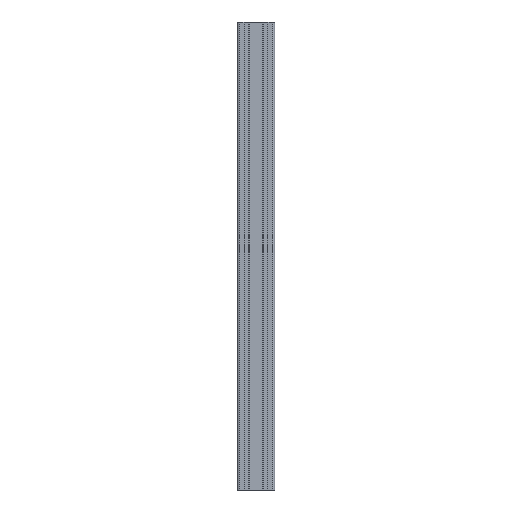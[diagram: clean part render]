
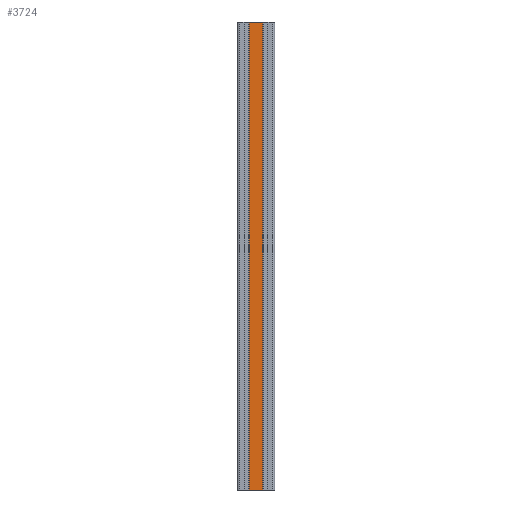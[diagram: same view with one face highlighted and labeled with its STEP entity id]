
A CAD part, left-side view. The second image highlights one B-rep face of the part: STEP entity #3724.
In plain terms, the highlighted planar face has unit normal (-1, 0, 0).
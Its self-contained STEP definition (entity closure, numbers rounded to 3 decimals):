
#834 = CARTESIAN_POINT ( 'NONE',  ( -20., -5.4, 1000. ) ) ;
#859 = EDGE_CURVE ( 'NONE', #7724, #5255, #8623, .T. ) ;
#885 = DIRECTION ( 'NONE',  ( 0., 0., -1. ) ) ;
#986 = EDGE_CURVE ( 'NONE', #7724, #6920, #6501, .T. ) ;
#1012 = CARTESIAN_POINT ( 'NONE',  ( -20., 0., 0. ) ) ;
#2020 = EDGE_CURVE ( 'NONE', #5255, #3529, #7796, .T. ) ;
#2620 = ORIENTED_EDGE ( 'NONE', *, *, #2020, .F. ) ;
#2699 = FACE_OUTER_BOUND ( 'NONE', #6644, .T. ) ;
#2740 = DIRECTION ( 'NONE',  ( 0., 1., 0. ) ) ;
#2762 = ORIENTED_EDGE ( 'NONE', *, *, #859, .F. ) ;
#3388 = DIRECTION ( 'NONE',  ( -1., 0., 0. ) ) ;
#3529 = VERTEX_POINT ( 'NONE', #4388 ) ;
#3724 = ADVANCED_FACE ( 'NONE', ( #2699 ), #6551, .T. ) ;
#3809 = VECTOR ( 'NONE', #2740, 1000. ) ;
#3917 = CARTESIAN_POINT ( 'NONE',  ( -20., -5.4, 1000. ) ) ;
#4388 = CARTESIAN_POINT ( 'NONE',  ( -20., -5.4, 0. ) ) ;
#4721 = CARTESIAN_POINT ( 'NONE',  ( -20., -34.6, 1000. ) ) ;
#4822 = CARTESIAN_POINT ( 'NONE',  ( -20., -34.6, 1000. ) ) ;
#4917 = DIRECTION ( 'NONE',  ( 0., 0., -1. ) ) ;
#4940 = ORIENTED_EDGE ( 'NONE', *, *, #6918, .T. ) ;
#5255 = VERTEX_POINT ( 'NONE', #6151 ) ;
#6151 = CARTESIAN_POINT ( 'NONE',  ( -20., -34.6, 0. ) ) ;
#6157 = VECTOR ( 'NONE', #8585, 1000. ) ;
#6240 = LINE ( 'NONE', #3917, #7588 ) ;
#6453 = DIRECTION ( 'NONE',  ( 0., -1., 0. ) ) ;
#6501 = LINE ( 'NONE', #9503, #3809 ) ;
#6551 = PLANE ( 'NONE',  #6962 ) ;
#6644 = EDGE_LOOP ( 'NONE', ( #2620, #2762, #9635, #4940 ) ) ;
#6918 = EDGE_CURVE ( 'NONE', #6920, #3529, #6240, .T. ) ;
#6920 = VERTEX_POINT ( 'NONE', #834 ) ;
#6962 = AXIS2_PLACEMENT_3D ( 'NONE', #9556, #3388, #6453 ) ;
#7588 = VECTOR ( 'NONE', #885, 1000. ) ;
#7724 = VERTEX_POINT ( 'NONE', #4721 ) ;
#7796 = LINE ( 'NONE', #1012, #6157 ) ;
#8585 = DIRECTION ( 'NONE',  ( 0., 1., 0. ) ) ;
#8615 = VECTOR ( 'NONE', #4917, 1000. ) ;
#8623 = LINE ( 'NONE', #4822, #8615 ) ;
#9503 = CARTESIAN_POINT ( 'NONE',  ( -20., 0., 1000. ) ) ;
#9556 = CARTESIAN_POINT ( 'NONE',  ( -20., 0., 1000. ) ) ;
#9635 = ORIENTED_EDGE ( 'NONE', *, *, #986, .T. ) ;
